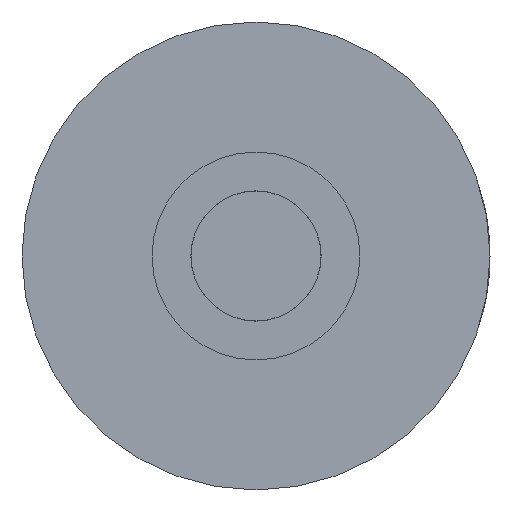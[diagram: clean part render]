
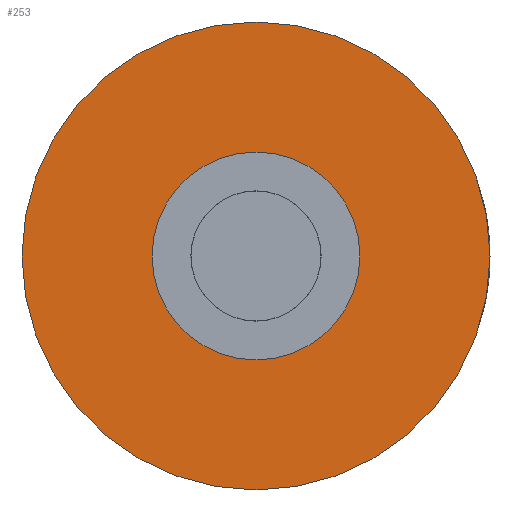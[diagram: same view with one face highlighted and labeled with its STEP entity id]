
A CAD part, front view. The second image highlights one B-rep face of the part: STEP entity #253.
In plain terms, the highlighted face is planar.
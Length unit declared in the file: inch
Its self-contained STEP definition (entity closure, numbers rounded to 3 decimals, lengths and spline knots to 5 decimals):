
#52 = ORIENTED_EDGE ( 'NONE', *, *, #3884, .T. ) ;
#75 = FACE_OUTER_BOUND ( 'NONE', #817, .T. ) ;
#115 = CARTESIAN_POINT ( 'NONE',  ( -0.5, 0., 1.5 ) ) ;
#183 = ORIENTED_EDGE ( 'NONE', *, *, #851, .T. ) ;
#253 = ADVANCED_FACE ( 'NONE', ( #75, #1630 ), #1259, .T. ) ;
#671 = EDGE_LOOP ( 'NONE', ( #2376, #1614 ) ) ;
#817 = EDGE_LOOP ( 'NONE', ( #183, #52 ) ) ;
#826 = CARTESIAN_POINT ( 'NONE',  ( 0., 0., 1.5 ) ) ;
#851 = EDGE_CURVE ( 'NONE', #901, #3223, #1672, .T. ) ;
#859 = DIRECTION ( 'NONE',  ( 0., 0., 1. ) ) ;
#872 = DIRECTION ( 'NONE',  ( 1., 0., 0. ) ) ;
#901 = VERTEX_POINT ( 'NONE', #3016 ) ;
#904 = CARTESIAN_POINT ( 'NONE',  ( 0., 0., 1.5 ) ) ;
#978 = DIRECTION ( 'NONE',  ( 1., 0., 0. ) ) ;
#991 = VERTEX_POINT ( 'NONE', #2023 ) ;
#1090 = CIRCLE ( 'NONE', #1925, 1.1261 ) ;
#1098 = AXIS2_PLACEMENT_3D ( 'NONE', #2370, #2311, #2217 ) ;
#1114 = EDGE_CURVE ( 'NONE', #1820, #991, #2201, .T. ) ;
#1189 = DIRECTION ( 'NONE',  ( 1., 0., 0. ) ) ;
#1259 = PLANE ( 'NONE',  #3287 ) ;
#1553 = CARTESIAN_POINT ( 'NONE',  ( 0.5, 0., 1.5 ) ) ;
#1614 = ORIENTED_EDGE ( 'NONE', *, *, #1114, .F. ) ;
#1630 = FACE_BOUND ( 'NONE', #671, .T. ) ;
#1647 = AXIS2_PLACEMENT_3D ( 'NONE', #826, #859, #872 ) ;
#1672 = CIRCLE ( 'NONE', #2688, 1.1261 ) ;
#1820 = VERTEX_POINT ( 'NONE', #115 ) ;
#1925 = AXIS2_PLACEMENT_3D ( 'NONE', #904, #2928, #1189 ) ;
#2023 = CARTESIAN_POINT ( 'NONE',  ( 0.5, 0., 1.5 ) ) ;
#2201 = CIRCLE ( 'NONE', #1647, 0.5 ) ;
#2217 = DIRECTION ( 'NONE',  ( 1., 0., 0. ) ) ;
#2311 = DIRECTION ( 'NONE',  ( 0., 0., 1. ) ) ;
#2370 = CARTESIAN_POINT ( 'NONE',  ( 0., 0., 1.5 ) ) ;
#2376 = ORIENTED_EDGE ( 'NONE', *, *, #3002, .F. ) ;
#2688 = AXIS2_PLACEMENT_3D ( 'NONE', #3070, #3080, #3091 ) ;
#2928 = DIRECTION ( 'NONE',  ( 0., 0., 1. ) ) ;
#2973 = DIRECTION ( 'NONE',  ( 0., 0., 1. ) ) ;
#3002 = EDGE_CURVE ( 'NONE', #991, #1820, #3267, .T. ) ;
#3016 = CARTESIAN_POINT ( 'NONE',  ( 1.1261, 0., 1.5 ) ) ;
#3070 = CARTESIAN_POINT ( 'NONE',  ( 0., 0., 1.5 ) ) ;
#3080 = DIRECTION ( 'NONE',  ( 0., 0., 1. ) ) ;
#3091 = DIRECTION ( 'NONE',  ( 1., 0., 0. ) ) ;
#3223 = VERTEX_POINT ( 'NONE', #3840 ) ;
#3267 = CIRCLE ( 'NONE', #1098, 0.5 ) ;
#3287 = AXIS2_PLACEMENT_3D ( 'NONE', #1553, #2973, #978 ) ;
#3840 = CARTESIAN_POINT ( 'NONE',  ( -1.1261, 0., 1.5 ) ) ;
#3884 = EDGE_CURVE ( 'NONE', #3223, #901, #1090, .T. ) ;
